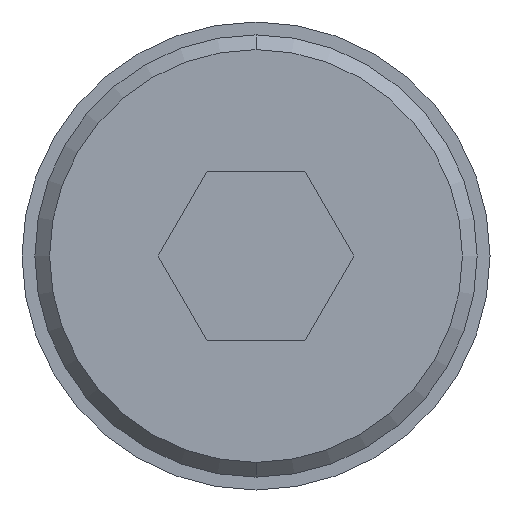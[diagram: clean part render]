
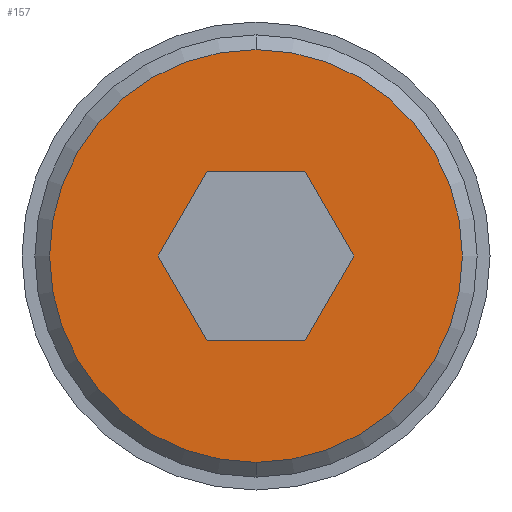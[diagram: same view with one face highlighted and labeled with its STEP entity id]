
A CAD part, front view. The second image highlights one B-rep face of the part: STEP entity #157.
In plain terms, the highlighted planar face has unit normal (0, -1, 0).
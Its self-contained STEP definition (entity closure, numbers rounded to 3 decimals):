
#24 = CARTESIAN_POINT ( 'NONE',  ( 0., 0., 0. ) ) ;
#26 = VERTEX_POINT ( 'NONE', #186 ) ;
#28 = VERTEX_POINT ( 'NONE', #341 ) ;
#62 = VERTEX_POINT ( 'NONE', #491 ) ;
#89 = ORIENTED_EDGE ( 'NONE', *, *, #703, .F. ) ;
#99 = CARTESIAN_POINT ( 'NONE',  ( -1.328, 0., 0. ) ) ;
#101 = VECTOR ( 'NONE', #130, 1000. ) ;
#105 = CARTESIAN_POINT ( 'NONE',  ( 0., 0., 2.8 ) ) ;
#113 = EDGE_CURVE ( 'NONE', #28, #62, #279, .T. ) ;
#125 = ORIENTED_EDGE ( 'NONE', *, *, #774, .F. ) ;
#130 = DIRECTION ( 'NONE',  ( 0.5, 0., 0.866 ) ) ;
#133 = VERTEX_POINT ( 'NONE', #482 ) ;
#135 = PLANE ( 'NONE',  #925 ) ;
#138 = CARTESIAN_POINT ( 'NONE',  ( -1.328, 0., 0. ) ) ;
#140 = AXIS2_PLACEMENT_3D ( 'NONE', #24, #250, #320 ) ;
#157 = ADVANCED_FACE ( 'NONE', ( #755, #631 ), #135, .F. ) ;
#162 = ORIENTED_EDGE ( 'NONE', *, *, #462, .F. ) ;
#164 = EDGE_LOOP ( 'NONE', ( #739, #488 ) ) ;
#170 = DIRECTION ( 'NONE',  ( 0., -1., 0. ) ) ;
#186 = CARTESIAN_POINT ( 'NONE',  ( 0.664, 0., 1.15 ) ) ;
#217 = ORIENTED_EDGE ( 'NONE', *, *, #113, .F. ) ;
#223 = DIRECTION ( 'NONE',  ( -0.5, 0., 0.866 ) ) ;
#246 = VECTOR ( 'NONE', #701, 1000. ) ;
#250 = DIRECTION ( 'NONE',  ( 0., -1., 0. ) ) ;
#271 = CARTESIAN_POINT ( 'NONE',  ( 0.664, 0., 1.15 ) ) ;
#279 = LINE ( 'NONE', #337, #246 ) ;
#306 = CARTESIAN_POINT ( 'NONE',  ( 0., 0., 0. ) ) ;
#312 = ORIENTED_EDGE ( 'NONE', *, *, #867, .F. ) ;
#316 = LINE ( 'NONE', #359, #401 ) ;
#320 = DIRECTION ( 'NONE',  ( 0., 0., 1. ) ) ;
#337 = CARTESIAN_POINT ( 'NONE',  ( -0.664, 0., -1.15 ) ) ;
#341 = CARTESIAN_POINT ( 'NONE',  ( -0.664, 0., -1.15 ) ) ;
#359 = CARTESIAN_POINT ( 'NONE',  ( 1.328, 0., 0. ) ) ;
#390 = AXIS2_PLACEMENT_3D ( 'NONE', #306, #170, #822 ) ;
#401 = VECTOR ( 'NONE', #223, 1000. ) ;
#427 = EDGE_CURVE ( 'NONE', #511, #580, #595, .T. ) ;
#443 = EDGE_LOOP ( 'NONE', ( #217, #89, #162, #633, #312, #125 ) ) ;
#462 = EDGE_CURVE ( 'NONE', #674, #538, #659, .T. ) ;
#468 = CARTESIAN_POINT ( 'NONE',  ( -0.664, 0., 1.15 ) ) ;
#471 = VECTOR ( 'NONE', #547, 1000. ) ;
#475 = EDGE_CURVE ( 'NONE', #580, #511, #735, .T. ) ;
#482 = CARTESIAN_POINT ( 'NONE',  ( 1.328, 0., 0. ) ) ;
#488 = ORIENTED_EDGE ( 'NONE', *, *, #427, .T. ) ;
#491 = CARTESIAN_POINT ( 'NONE',  ( 0.664, 0., -1.15 ) ) ;
#492 = DIRECTION ( 'NONE',  ( -1., 0., 0. ) ) ;
#511 = VERTEX_POINT ( 'NONE', #675 ) ;
#515 = VECTOR ( 'NONE', #492, 1000. ) ;
#516 = CARTESIAN_POINT ( 'NONE',  ( -0.664, 0., 1.15 ) ) ;
#521 = DIRECTION ( 'NONE',  ( -0.5, 0., -0.866 ) ) ;
#538 = VERTEX_POINT ( 'NONE', #99 ) ;
#547 = DIRECTION ( 'NONE',  ( 0.5, 0., -0.866 ) ) ;
#559 = LINE ( 'NONE', #138, #471 ) ;
#580 = VERTEX_POINT ( 'NONE', #105 ) ;
#595 = CIRCLE ( 'NONE', #390, 2.8 ) ;
#631 = FACE_BOUND ( 'NONE', #443, .T. ) ;
#633 = ORIENTED_EDGE ( 'NONE', *, *, #768, .F. ) ;
#659 = LINE ( 'NONE', #516, #873 ) ;
#674 = VERTEX_POINT ( 'NONE', #468 ) ;
#675 = CARTESIAN_POINT ( 'NONE',  ( 0., 0., -2.8 ) ) ;
#700 = LINE ( 'NONE', #271, #515 ) ;
#701 = DIRECTION ( 'NONE',  ( 1., 0., 0. ) ) ;
#703 = EDGE_CURVE ( 'NONE', #538, #28, #559, .T. ) ;
#710 = DIRECTION ( 'NONE',  ( 0., 1., 0. ) ) ;
#715 = LINE ( 'NONE', #856, #101 ) ;
#735 = CIRCLE ( 'NONE', #140, 2.8 ) ;
#739 = ORIENTED_EDGE ( 'NONE', *, *, #475, .T. ) ;
#755 = FACE_OUTER_BOUND ( 'NONE', #164, .T. ) ;
#768 = EDGE_CURVE ( 'NONE', #26, #674, #700, .T. ) ;
#774 = EDGE_CURVE ( 'NONE', #62, #133, #715, .T. ) ;
#777 = CARTESIAN_POINT ( 'NONE',  ( 0., 0., 0. ) ) ;
#822 = DIRECTION ( 'NONE',  ( 0., 0., 1. ) ) ;
#856 = CARTESIAN_POINT ( 'NONE',  ( 0.664, 0., -1.15 ) ) ;
#862 = DIRECTION ( 'NONE',  ( 0., 0., 1. ) ) ;
#867 = EDGE_CURVE ( 'NONE', #133, #26, #316, .T. ) ;
#873 = VECTOR ( 'NONE', #521, 1000. ) ;
#925 = AXIS2_PLACEMENT_3D ( 'NONE', #777, #710, #862 ) ;
